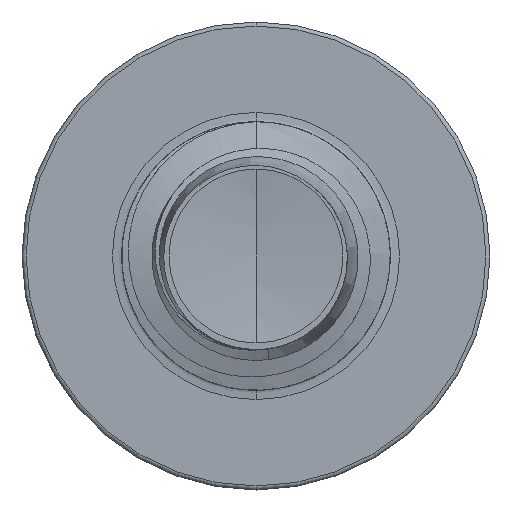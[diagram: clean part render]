
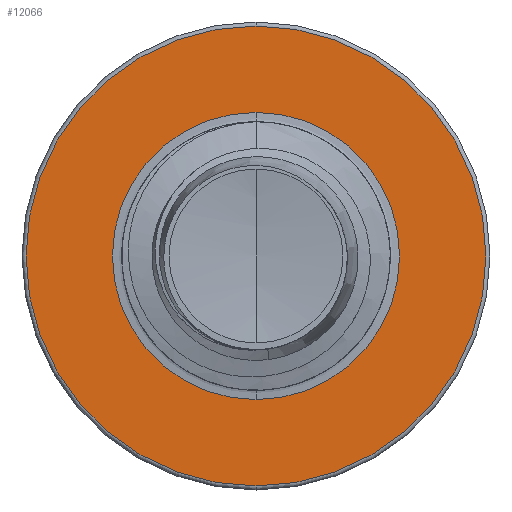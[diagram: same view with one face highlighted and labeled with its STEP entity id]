
A CAD part, front view. The second image highlights one B-rep face of the part: STEP entity #12066.
In plain terms, the highlighted planar face has unit normal (0, -1, 0).
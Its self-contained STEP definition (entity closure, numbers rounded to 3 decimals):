
#223 = AXIS2_PLACEMENT_3D ( 'NONE', #21441, #5957, #23933 ) ;
#282 = DIRECTION ( 'NONE',  ( 0., 1., 0. ) ) ;
#1183 = CARTESIAN_POINT ( 'NONE',  ( 0., 15., 0. ) ) ;
#2966 = VERTEX_POINT ( 'NONE', #16798 ) ;
#3485 = CARTESIAN_POINT ( 'NONE',  ( 0., 15., -1.872 ) ) ;
#4011 = DIRECTION ( 'NONE',  ( 0., 0., 1. ) ) ;
#5957 = DIRECTION ( 'NONE',  ( 0., 1., 0. ) ) ;
#6302 = DIRECTION ( 'NONE',  ( 0., 0., 1. ) ) ;
#8623 = AXIS2_PLACEMENT_3D ( 'NONE', #3485, #21732, #6302 ) ;
#10111 = VERTEX_POINT ( 'NONE', #26878 ) ;
#10766 = EDGE_LOOP ( 'NONE', ( #14573, #22323 ) ) ;
#12066 = ADVANCED_FACE ( 'NONE', ( #19472, #25240 ), #19316, .F. ) ;
#12207 = CARTESIAN_POINT ( 'NONE',  ( 0., 15., 0. ) ) ;
#13238 = CIRCLE ( 'NONE', #223, 2.998 ) ;
#13961 = ORIENTED_EDGE ( 'NONE', *, *, #29873, .T. ) ;
#14573 = ORIENTED_EDGE ( 'NONE', *, *, #15898, .F. ) ;
#14839 = AXIS2_PLACEMENT_3D ( 'NONE', #12207, #29526, #14884 ) ;
#14884 = DIRECTION ( 'NONE',  ( 0., 0., 1. ) ) ;
#15020 = ORIENTED_EDGE ( 'NONE', *, *, #24957, .T. ) ;
#15898 = EDGE_CURVE ( 'NONE', #10111, #27031, #13238, .T. ) ;
#16546 = AXIS2_PLACEMENT_3D ( 'NONE', #1183, #19786, #4011 ) ;
#16661 = CARTESIAN_POINT ( 'NONE',  ( 0., 15., 0. ) ) ;
#16798 = CARTESIAN_POINT ( 'NONE',  ( 0., 15., -1.872 ) ) ;
#17935 = CIRCLE ( 'NONE', #21145, 1.872 ) ;
#19049 = DIRECTION ( 'NONE',  ( 0., 0., 1. ) ) ;
#19316 = PLANE ( 'NONE',  #8623 ) ;
#19472 = FACE_OUTER_BOUND ( 'NONE', #10766, .T. ) ;
#19786 = DIRECTION ( 'NONE',  ( 0., 1., 0. ) ) ;
#21145 = AXIS2_PLACEMENT_3D ( 'NONE', #16661, #282, #19049 ) ;
#21384 = CARTESIAN_POINT ( 'NONE',  ( 0., 15., -2.997 ) ) ;
#21441 = CARTESIAN_POINT ( 'NONE',  ( 0., 15., 0. ) ) ;
#21732 = DIRECTION ( 'NONE',  ( 0., 1., 0. ) ) ;
#22019 = EDGE_LOOP ( 'NONE', ( #13961, #15020 ) ) ;
#22323 = ORIENTED_EDGE ( 'NONE', *, *, #29915, .F. ) ;
#23933 = DIRECTION ( 'NONE',  ( 0., 0., 1. ) ) ;
#23997 = CIRCLE ( 'NONE', #14839, 1.872 ) ;
#24957 = EDGE_CURVE ( 'NONE', #2966, #28938, #17935, .T. ) ;
#25240 = FACE_BOUND ( 'NONE', #22019, .T. ) ;
#26878 = CARTESIAN_POINT ( 'NONE',  ( 0., 15., 2.998 ) ) ;
#27031 = VERTEX_POINT ( 'NONE', #21384 ) ;
#28938 = VERTEX_POINT ( 'NONE', #31010 ) ;
#29526 = DIRECTION ( 'NONE',  ( 0., 1., 0. ) ) ;
#29873 = EDGE_CURVE ( 'NONE', #28938, #2966, #23997, .T. ) ;
#29915 = EDGE_CURVE ( 'NONE', #27031, #10111, #31349, .T. ) ;
#31010 = CARTESIAN_POINT ( 'NONE',  ( 0., 15., 1.872 ) ) ;
#31349 = CIRCLE ( 'NONE', #16546, 2.998 ) ;
